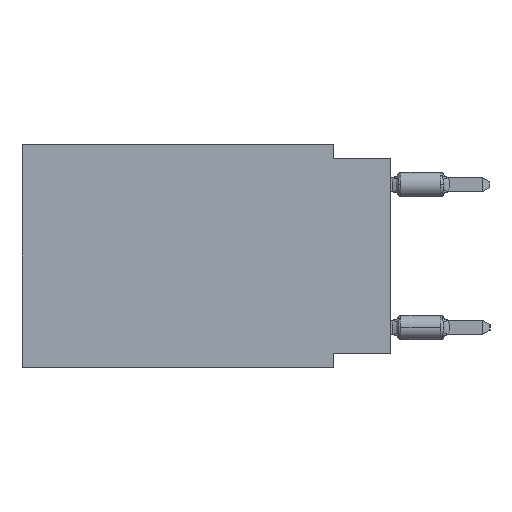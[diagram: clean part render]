
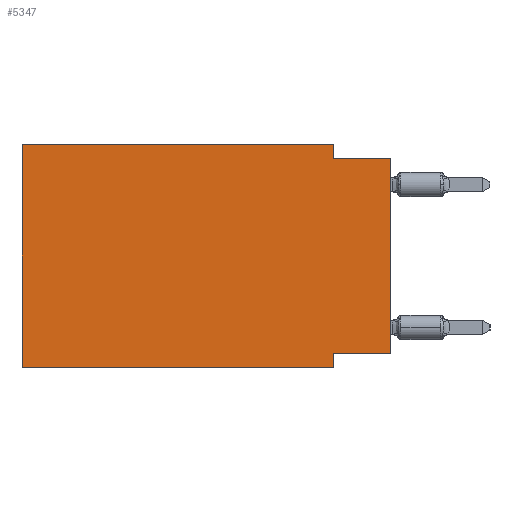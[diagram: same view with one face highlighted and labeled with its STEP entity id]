
A CAD part, left-side view. The second image highlights one B-rep face of the part: STEP entity #5347.
In plain terms, the highlighted planar face has unit normal (-1, 0, 0).
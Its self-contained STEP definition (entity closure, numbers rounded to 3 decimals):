
#1111 = LINE ( 'NONE', #33406, #20943 ) ;
#1684 = LINE ( 'NONE', #44822, #8247 ) ;
#1914 = ORIENTED_EDGE ( 'NONE', *, *, #15924, .F. ) ;
#2340 = LINE ( 'NONE', #16714, #46488 ) ;
#3385 = ORIENTED_EDGE ( 'NONE', *, *, #31014, .F. ) ;
#3666 = CARTESIAN_POINT ( 'NONE',  ( 0., 16.383, 0. ) ) ;
#3758 = DIRECTION ( 'NONE',  ( 0., 0., -1. ) ) ;
#4345 = DIRECTION ( 'NONE',  ( 0., -1., 0. ) ) ;
#5347 = ADVANCED_FACE ( 'NONE', ( #40557 ), #30424, .F. ) ;
#6436 = VECTOR ( 'NONE', #4345, 1000. ) ;
#7130 = AXIS2_PLACEMENT_3D ( 'NONE', #12038, #36782, #15332 ) ;
#7935 = CARTESIAN_POINT ( 'NONE',  ( 0., 2.54, -9.906 ) ) ;
#8247 = VECTOR ( 'NONE', #23621, 1000. ) ;
#9847 = ORIENTED_EDGE ( 'NONE', *, *, #23995, .T. ) ;
#11182 = LINE ( 'NONE', #17791, #6436 ) ;
#12038 = CARTESIAN_POINT ( 'NONE',  ( 0., 16.383, 0. ) ) ;
#13301 = VECTOR ( 'NONE', #16697, 1000. ) ;
#13699 = CARTESIAN_POINT ( 'NONE',  ( 0., 2.54, 0. ) ) ;
#13767 = EDGE_CURVE ( 'NONE', #28337, #38387, #11182, .T. ) ;
#14935 = ORIENTED_EDGE ( 'NONE', *, *, #13767, .T. ) ;
#15332 = DIRECTION ( 'NONE',  ( 0., 0., -1. ) ) ;
#15924 = EDGE_CURVE ( 'NONE', #31719, #42913, #24990, .T. ) ;
#15954 = VECTOR ( 'NONE', #22320, 1000. ) ;
#16697 = DIRECTION ( 'NONE',  ( 0., 1., 0. ) ) ;
#16714 = CARTESIAN_POINT ( 'NONE',  ( 0., 16.383, 0. ) ) ;
#16984 = ORIENTED_EDGE ( 'NONE', *, *, #35302, .F. ) ;
#17791 = CARTESIAN_POINT ( 'NONE',  ( 0., 16.383, -9.906 ) ) ;
#20339 = EDGE_CURVE ( 'NONE', #42913, #24056, #1111, .T. ) ;
#20943 = VECTOR ( 'NONE', #22817, 1000. ) ;
#21355 = CARTESIAN_POINT ( 'NONE',  ( 0., 0., 0. ) ) ;
#22283 = EDGE_CURVE ( 'NONE', #45198, #31719, #2340, .T. ) ;
#22320 = DIRECTION ( 'NONE',  ( 0., 0., -1. ) ) ;
#22817 = DIRECTION ( 'NONE',  ( 0., -1., 0. ) ) ;
#22902 = CARTESIAN_POINT ( 'NONE',  ( 0., 2.54, -9.906 ) ) ;
#23621 = DIRECTION ( 'NONE',  ( 0., 0., 1. ) ) ;
#23782 = LINE ( 'NONE', #26623, #13301 ) ;
#23995 = EDGE_CURVE ( 'NONE', #28539, #24056, #46337, .T. ) ;
#24056 = VERTEX_POINT ( 'NONE', #26062 ) ;
#24301 = ORIENTED_EDGE ( 'NONE', *, *, #43741, .F. ) ;
#24703 = DIRECTION ( 'NONE',  ( 0., -1., 0. ) ) ;
#24990 = LINE ( 'NONE', #13699, #35165 ) ;
#26062 = CARTESIAN_POINT ( 'NONE',  ( 0., 0., -0.635 ) ) ;
#26623 = CARTESIAN_POINT ( 'NONE',  ( 0., 0., -9.271 ) ) ;
#26750 = CARTESIAN_POINT ( 'NONE',  ( 0., 0., -9.271 ) ) ;
#28337 = VERTEX_POINT ( 'NONE', #45472 ) ;
#28539 = VERTEX_POINT ( 'NONE', #26750 ) ;
#29740 = ORIENTED_EDGE ( 'NONE', *, *, #20339, .F. ) ;
#30424 = PLANE ( 'NONE',  #7130 ) ;
#31014 = EDGE_CURVE ( 'NONE', #28337, #45198, #1684, .T. ) ;
#31719 = VERTEX_POINT ( 'NONE', #40245 ) ;
#32377 = CARTESIAN_POINT ( 'NONE',  ( 0., 2.54, -0.635 ) ) ;
#32741 = ORIENTED_EDGE ( 'NONE', *, *, #22283, .F. ) ;
#33406 = CARTESIAN_POINT ( 'NONE',  ( 0., 0., -0.635 ) ) ;
#34987 = VECTOR ( 'NONE', #35497, 1000. ) ;
#35165 = VECTOR ( 'NONE', #3758, 1000. ) ;
#35302 = EDGE_CURVE ( 'NONE', #28539, #45784, #23782, .T. ) ;
#35497 = DIRECTION ( 'NONE',  ( 0., 0., 1. ) ) ;
#36782 = DIRECTION ( 'NONE',  ( 1., 0., 0. ) ) ;
#38387 = VERTEX_POINT ( 'NONE', #22902 ) ;
#40014 = CARTESIAN_POINT ( 'NONE',  ( 0., 2.54, -9.271 ) ) ;
#40234 = LINE ( 'NONE', #7935, #15954 ) ;
#40245 = CARTESIAN_POINT ( 'NONE',  ( 0., 2.54, 0. ) ) ;
#40557 = FACE_OUTER_BOUND ( 'NONE', #40566, .T. ) ;
#40566 = EDGE_LOOP ( 'NONE', ( #9847, #29740, #1914, #32741, #3385, #14935, #24301, #16984 ) ) ;
#42913 = VERTEX_POINT ( 'NONE', #32377 ) ;
#43741 = EDGE_CURVE ( 'NONE', #45784, #38387, #40234, .T. ) ;
#44822 = CARTESIAN_POINT ( 'NONE',  ( 0., 16.383, 0. ) ) ;
#45198 = VERTEX_POINT ( 'NONE', #3666 ) ;
#45472 = CARTESIAN_POINT ( 'NONE',  ( 0., 16.383, -9.906 ) ) ;
#45784 = VERTEX_POINT ( 'NONE', #40014 ) ;
#46337 = LINE ( 'NONE', #21355, #34987 ) ;
#46488 = VECTOR ( 'NONE', #24703, 1000. ) ;
